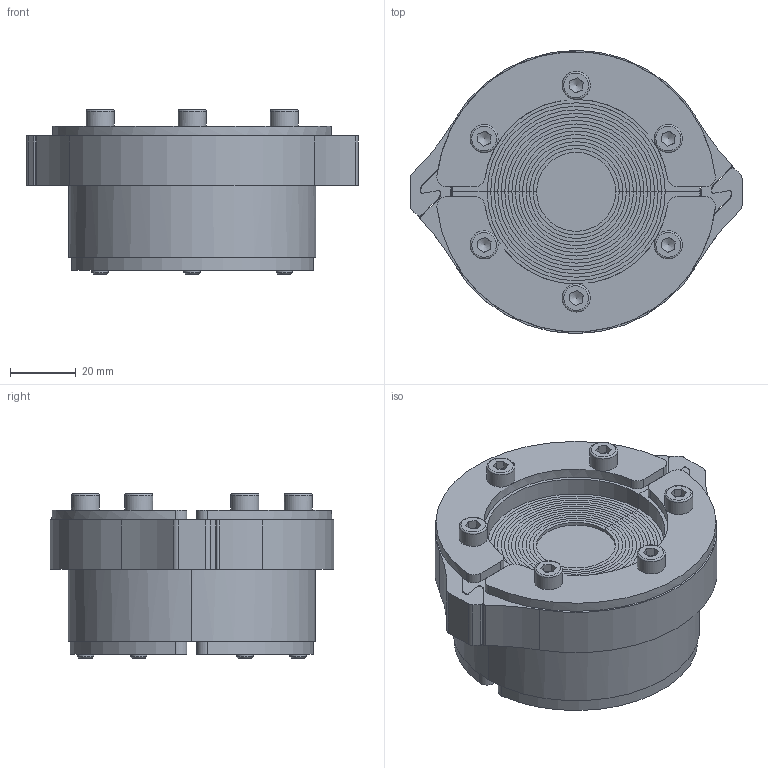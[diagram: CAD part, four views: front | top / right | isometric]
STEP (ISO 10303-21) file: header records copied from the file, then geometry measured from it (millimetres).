
FILE_DESCRIPTION(/* description */ (''),/* implementation_level */ '2;1');
FILE_NAME(/* name */ '100-247616.stp',/* time_stamp */ '2024-05-15T08:46:48+02:00',/* author */ ('se-danstr'),/* organization */ (''),/* preprocessor_version */ 'ST-DEVELOPER v18.1',/* originating_system */ 'Autodesk Inventor 2021',/* authorisation */ '');
FILE_SCHEMA (('AUTOMOTIVE_DESIGN { 1 0 10303 214 3 1 1 }'));
Length unit declared in the file: millimetre
Products named in the file (1): 100-247616_Shrinkwrap_1
Bounding box: 100.7 x 85.92 x 50 mm (x, y, z)
Volume: 190843.1 mm3; surface area: 35455.1 mm2
Topology: 1 solids, 1 shells, 262 faces, 688 edges, 428 vertices
Faces by surface type: plane 154, cylinder 90, cone 12, torus 6
Full cylindrical faces by diameter (mm): 5 x6, 8.5 x6
Entity records: 8347 total; most frequent: CARTESIAN_POINT 1457, DIRECTION 1454, ORIENTED_EDGE 1364, EDGE_CURVE 682, AXIS2_PLACEMENT_3D 551, VERTEX_POINT 428, LINE 352, VECTOR 352
